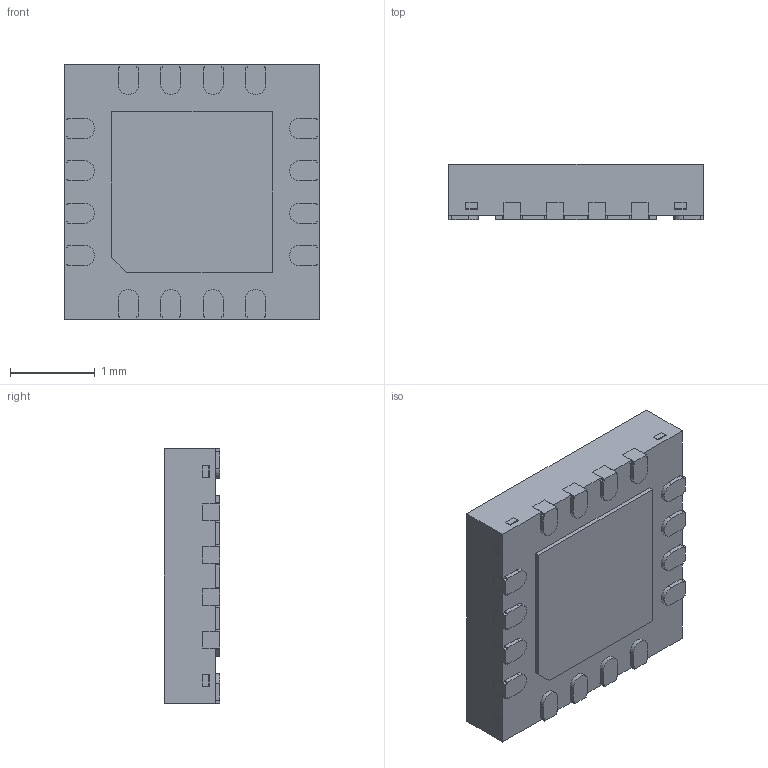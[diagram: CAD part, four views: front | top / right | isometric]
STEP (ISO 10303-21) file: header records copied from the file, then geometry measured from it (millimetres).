
FILE_DESCRIPTION (( 'STEP AP214' ), '1' );
FILE_NAME ('MKL02Z32VFG4.STEP', '2023-11-26T18:20:48', ( '' ), ( '' ), 'SwSTEP 2.0', 'SolidWorks 2021', '' );
FILE_SCHEMA (( 'AUTOMOTIVE_DESIGN' ));
Length unit declared in the file: millimetre
Products named in the file (1): MKL02Z32VFG4
Bounding box: 3 x 0.65 x 3 mm (x, y, z)
Volume: 5.6 mm3; surface area: 44.6 mm2
Topology: 23 solids, 23 shells, 378 faces, 990 edges, 660 vertices
Faces by surface type: plane 334, cylinder 44
Entity records: 11710 total; most frequent: CARTESIAN_POINT 2029, ORIENTED_EDGE 1980, DIRECTION 1836, EDGE_CURVE 990, LINE 902, VECTOR 902, VERTEX_POINT 660, AXIS2_PLACEMENT_3D 467
